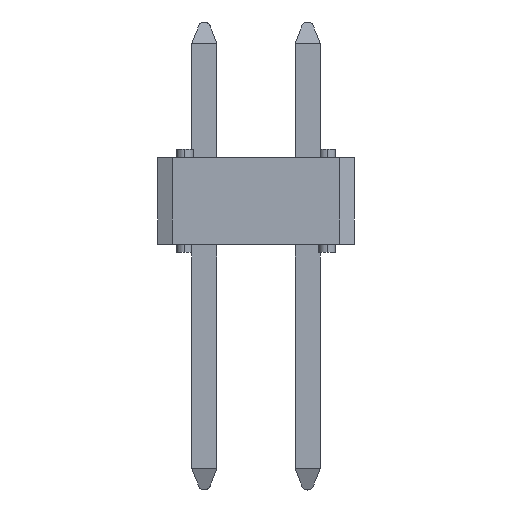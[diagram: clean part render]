
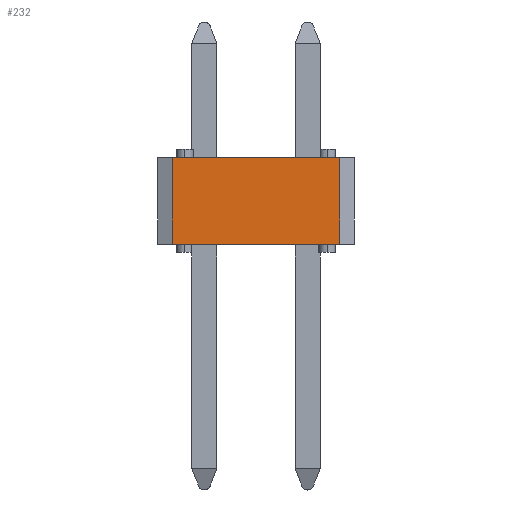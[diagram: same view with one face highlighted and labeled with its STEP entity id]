
A CAD part, left-side view. The second image highlights one B-rep face of the part: STEP entity #232.
In plain terms, the highlighted planar face has unit normal (-1, 0, 0).
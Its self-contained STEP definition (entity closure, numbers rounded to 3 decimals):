
#232=ADVANCED_FACE('11166',(#769),#770,.F.);
#769=FACE_OUTER_BOUND('',#1603,.T.);
#770=PLANE('',#1604);
#1603=EDGE_LOOP('',(#3101,#3102,#3103,#3104));
#1604=AXIS2_PLACEMENT_3D('',#3105,#3106,#3107);
#3101=ORIENTED_EDGE('',*,*,#5531,.T.);
#3102=ORIENTED_EDGE('',*,*,#5366,.T.);
#3103=ORIENTED_EDGE('',*,*,#5532,.F.);
#3104=ORIENTED_EDGE('',*,*,#5186,.F.);
#3105=CARTESIAN_POINT('',(-4.999,15.326,16.503));
#3106=DIRECTION('',(1.0,0.0,0.0));
#3107=DIRECTION('',(0.0,1.0,0.0));
#5186=EDGE_CURVE('11178',#6120,#6027,#6122,.T.);
#5366=EDGE_CURVE('11182',#6368,#6460,#6462,.T.);
#5531=EDGE_CURVE('11191',#6120,#6368,#6731,.T.);
#5532=EDGE_CURVE('11190',#6027,#6460,#6732,.T.);
#6027=VERTEX_POINT('',#7475);
#6120=VERTEX_POINT('',#7614);
#6122=LINE('',#7617,#7618);
#6368=VERTEX_POINT('',#7972);
#6460=VERTEX_POINT('',#8110);
#6462=LINE('',#8113,#8114);
#6731=LINE('',#8523,#8524);
#6732=LINE('',#8525,#8526);
#7475=CARTESIAN_POINT('',(-4.999,19.984,14.373));
#7614=CARTESIAN_POINT('',(-4.999,15.868,14.373));
#7617=CARTESIAN_POINT('',(-4.999,15.868,14.373));
#7618=VECTOR('',#10290,4.116);
#7972=CARTESIAN_POINT('',(-4.999,15.868,16.503));
#8110=CARTESIAN_POINT('',(-4.999,19.984,16.503));
#8113=CARTESIAN_POINT('',(-4.999,15.868,16.503));
#8114=VECTOR('',#10518,4.116);
#8523=CARTESIAN_POINT('',(-4.999,15.868,14.373));
#8524=VECTOR('',#10731,2.13);
#8525=CARTESIAN_POINT('',(-4.999,19.984,14.373));
#8526=VECTOR('',#10732,2.13);
#10290=DIRECTION('',(0.0,1.0,0.0));
#10518=DIRECTION('',(0.0,1.0,0.0));
#10731=DIRECTION('',(0.0,0.0,1.0));
#10732=DIRECTION('',(0.0,0.0,1.0));
